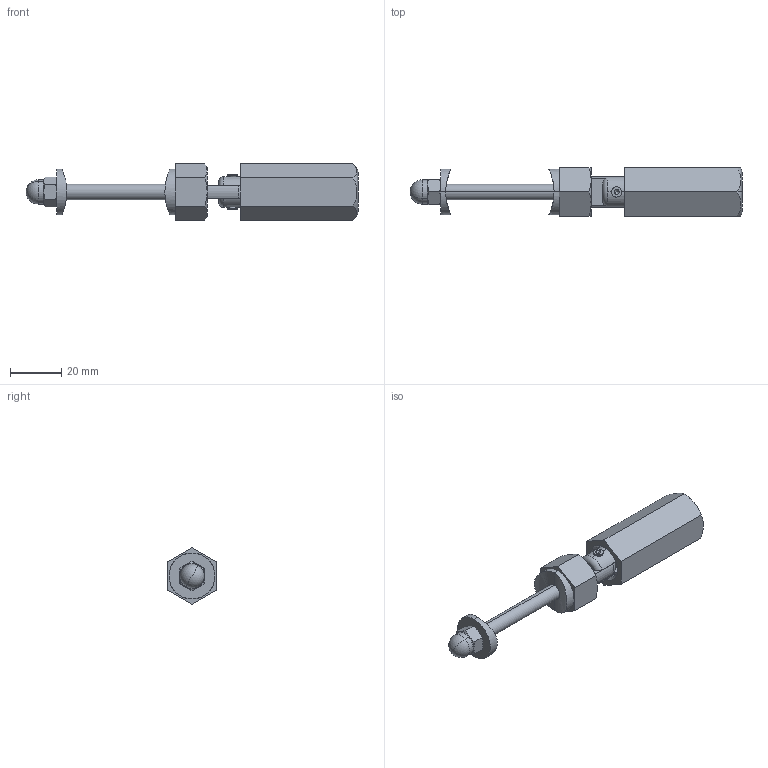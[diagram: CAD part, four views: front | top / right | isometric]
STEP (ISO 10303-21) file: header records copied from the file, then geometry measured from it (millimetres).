
FILE_DESCRIPTION (( 'STEP AP203' ), '1' );
FILE_NAME ('0100000000019007_15_A5_L7-8.STEP', '2022-06-13T08:31:21', ( '' ), ( '' ), 'SwSTEP 2.0', 'SolidWorks 2019', '' );
FILE_SCHEMA (( 'CONFIG_CONTROL_DESIGN' ));
Length unit declared in the file: millimetre
Products named in the file (10): 0100000000019007_24_A5_L7-8.P3; 0100000000019007_22_A5_L7-8.P1; 0100000000019007_30_skrutka DIN 914_M5x4_A2-70; 0100000000019007_15_A5_L7-8; 0100000000019007_26_A5_L7-8.P5; 0100000000019007_23_A5_L7-8.P2; 0100000000019007_25_A5_L7-8.P4; 0100000000019007_28_nit DIN 661_3x12_A2_ROZKLEPANY_9,6; 0100000000019007_29_skrutka DIN 913_M6x60_A2-70; 0100000000019007_27_matica DIN 1587_M6_A2
Assembly tree (11 placements, depth 2):
  0100000000019007_15_A5_L7-8
    0100000000019007_22_A5_L7-8.P1
    0100000000019007_23_A5_L7-8.P2
    0100000000019007_24_A5_L7-8.P3
    0100000000019007_25_A5_L7-8.P4
    0100000000019007_29_skrutka DIN 913_M6x60_A2-70
    0100000000019007_26_A5_L7-8.P5  x2
    0100000000019007_30_skrutka DIN 914_M5x4_A2-70  x2
    0100000000019007_27_matica DIN 1587_M6_A2
    0100000000019007_28_nit DIN 661_3x12_A2_ROZKLEPANY_9,6
Bounding box: 130 x 19 x 21.94 mm (x, y, z)
Volume: 20365.7 mm3; surface area: 13724.9 mm2
Topology: 12 solids, 12 shells, 237 faces, 509 edges, 284 vertices
Faces by surface type: cone 90, plane 82, cylinder 54, torus 9, sphere 2
Entity records: 7289 total; most frequent: CARTESIAN_POINT 1894, DIRECTION 939, ORIENTED_EDGE 844, EDGE_CURVE 422, AXIS2_PLACEMENT_3D 382, VERTEX_POINT 245, EDGE_LOOP 223, ADVANCED_FACE 201
